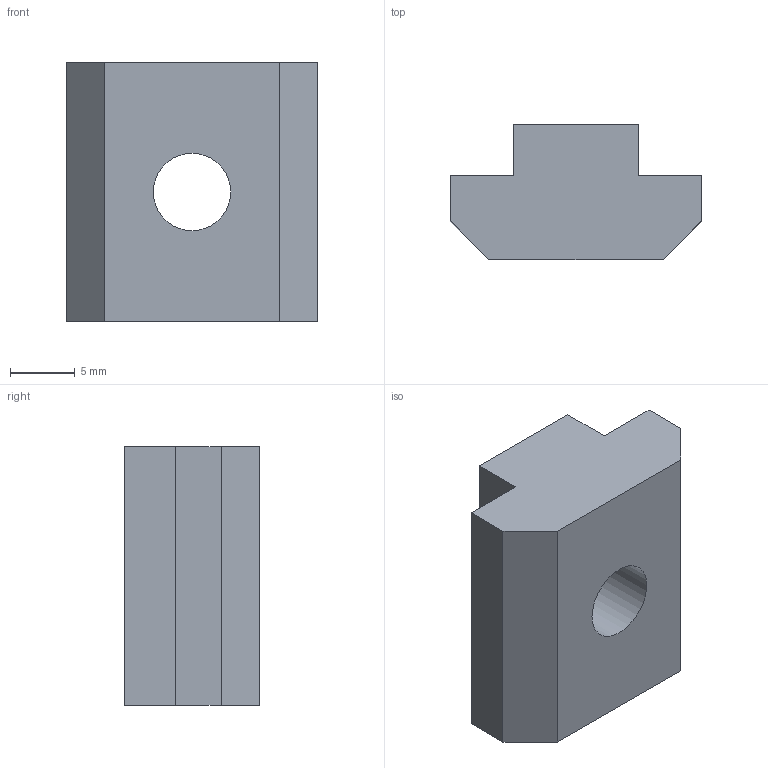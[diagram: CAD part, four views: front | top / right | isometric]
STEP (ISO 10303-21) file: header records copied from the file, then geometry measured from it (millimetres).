
FILE_DESCRIPTION(/* description */ (''),/* implementation_level */ '2;1');
FILE_NAME(/* name */ '122510',/* time_stamp */ '2014-10-06T11:57:44+02:00',/* author */ (''),/* organization */ (''),/* preprocessor_version */ 'ST-DEVELOPER v14',/* originating_system */ 'HiCAD 2013 1802.4 Build 509',/* authorisation */ '');
FILE_SCHEMA (('AUTOMOTIVE_DESIGN { 1 0 10303 214 1 1 1 1 }'));
Length unit declared in the file: millimetre
Products named in the file (2): Root; 122510T-Sleufmoer 10 - M6BOIKON
Assembly tree (1 placements, depth 2):
  Root
    122510T-Sleufmoer 10 - M6BOIKON
Bounding box: 19.5 x 10.5 x 20 mm (x, y, z)
Volume: 2834.1 mm3; surface area: 1584.2 mm2
Topology: 1 solids, 1 shells, 13 faces, 34 edges, 24 vertices
Faces by surface type: plane 12, cylinder 1
Full cylindrical faces by diameter (mm): 6 x1
Entity records: 746 total; most frequent: CARTESIAN_POINT 70, PRESENTATION_STYLE_ASSIGNMENT 65, COLOUR_RGB 65, DRAUGHTING_PRE_DEFINED_CURVE_FONT 64, CURVE_STYLE 64, OVER_RIDING_STYLED_ITEM 64, ORIENTED_EDGE 64, DIRECTION 64
